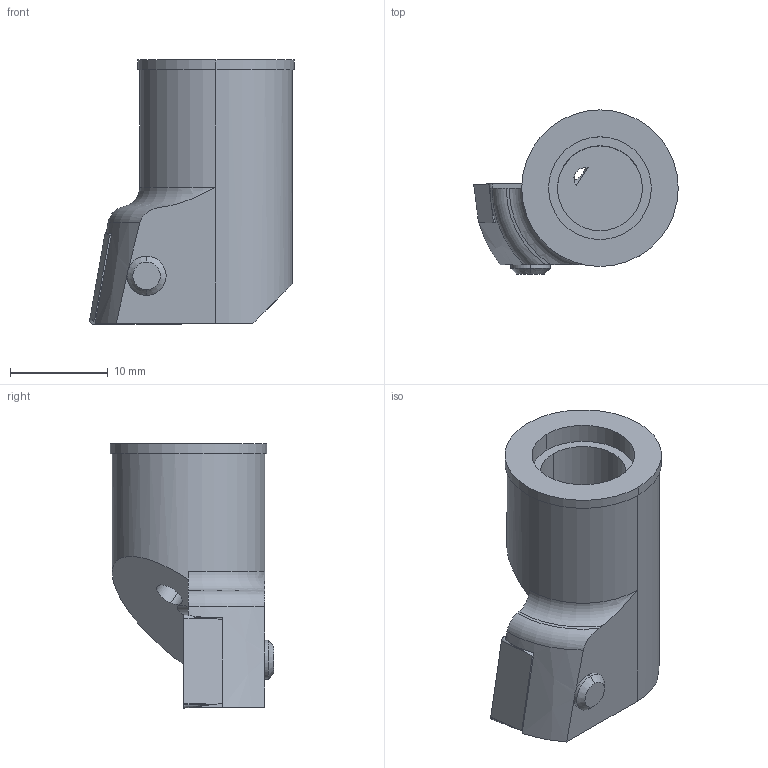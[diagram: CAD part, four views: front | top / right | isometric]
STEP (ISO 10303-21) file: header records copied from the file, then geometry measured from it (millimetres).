
FILE_DESCRIPTION(('no description'),'unknown implementation level');
FILE_NAME('1A5E077F-2B24-46CF-94E3-C6D8556B4528_export.stp',' ',('CIMSOURCE GmbH'),('CADClick - KiM GmbH - www.kimweb.de'),'unknown preprocess','ACIS','unknown authorization');
FILE_SCHEMA(('automotive_design'));
Length unit declared in the file: millimetre
Products named in the file (3): 615.427|694.141 ETL M4x9.2 T15 IP 10S;Kreismuster1; 615.427|0640.008;Kombinieren1; 615.427|615.427 Wendeplattenhalter E26 CC09;NONE
Bounding box: 20.9 x 16.74 x 27 mm (x, y, z)
Volume: 3685.2 mm3; surface area: 2660.1 mm2
Topology: 3 solids, 3 shells, 110 faces, 281 edges, 173 vertices
Faces by surface type: cylinder 46, plane 34, cone 20, torus 10
Entity records: 6593 total; most frequent: DIRECTION 654, CARTESIAN_POINT 634, STYLED_ITEM 561, PRESENTATION_STYLE_ASSIGNMENT 561, COLOUR_RGB 561, ORIENTED_EDGE 550, EDGE_CURVE 275, CURVE_STYLE 275
